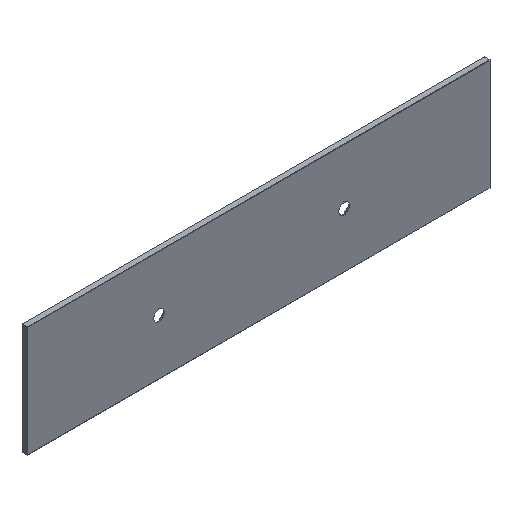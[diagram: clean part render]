
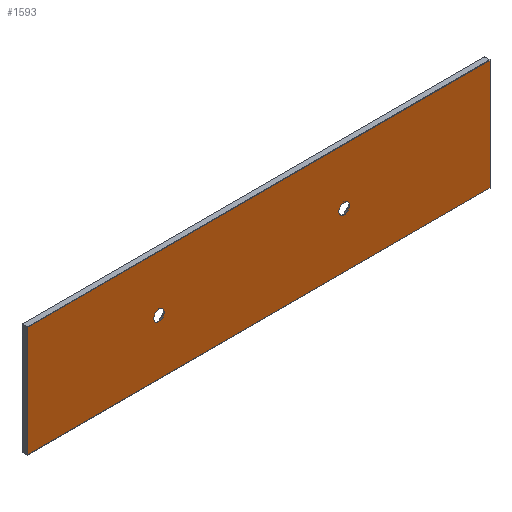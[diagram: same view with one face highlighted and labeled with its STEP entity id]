
A CAD part, isometric view. The second image highlights one B-rep face of the part: STEP entity #1593.
In plain terms, the highlighted planar face has unit normal (0, -1, 0).
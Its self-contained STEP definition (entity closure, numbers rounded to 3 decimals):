
#669=DIRECTION('',(1.,0.,0.));
#670=VECTOR('',#669,249.6);
#671=CARTESIAN_POINT('',(0.2,-2.,29.8));
#672=LINE('',#671,#670);
#683=DIRECTION('',(0.,0.,1.));
#684=VECTOR('',#683,59.6);
#685=CARTESIAN_POINT('',(0.2,-2.,-29.8));
#686=LINE('',#685,#684);
#704=CARTESIAN_POINT('',(70.999,-2.,0.));
#705=DIRECTION('',(0.,1.,0.));
#706=DIRECTION('',(0.,0.,-1.));
#707=AXIS2_PLACEMENT_3D('',#704,#705,#706);
#712=CARTESIAN_POINT('',(70.999,-2.,0.));
#713=DIRECTION('',(0.,1.,0.));
#714=DIRECTION('',(0.,0.,1.));
#715=AXIS2_PLACEMENT_3D('',#712,#713,#714);
#720=CARTESIAN_POINT('',(170.999,-2.,0.));
#721=DIRECTION('',(0.,1.,0.));
#722=DIRECTION('',(0.,0.,-1.));
#723=AXIS2_PLACEMENT_3D('',#720,#721,#722);
#728=CARTESIAN_POINT('',(170.999,-2.,0.));
#729=DIRECTION('',(0.,1.,0.));
#730=DIRECTION('',(0.,0.,1.));
#731=AXIS2_PLACEMENT_3D('',#728,#729,#730);
#736=DIRECTION('',(-1.,0.,0.));
#737=VECTOR('',#736,249.6);
#738=CARTESIAN_POINT('',(249.8,-2.,-29.8));
#739=LINE('',#738,#737);
#757=DIRECTION('',(0.,0.,-1.));
#758=VECTOR('',#757,59.6);
#759=CARTESIAN_POINT('',(249.8,-2.,29.8));
#760=LINE('',#759,#758);
#1078=CARTESIAN_POINT('',(249.8,-2.,29.8));
#1079=CARTESIAN_POINT('',(249.8,-2.,-29.8));
#1080=VERTEX_POINT('',#1078);
#1081=VERTEX_POINT('',#1079);
#1092=CARTESIAN_POINT('',(0.2,-2.,-29.8));
#1093=VERTEX_POINT('',#1092);
#1150=CARTESIAN_POINT('',(0.2,-2.,29.8));
#1152=VERTEX_POINT('',#1150);
#1190=CARTESIAN_POINT('',(170.999,-2.,2.85));
#1192=VERTEX_POINT('',#1190);
#1194=CARTESIAN_POINT('',(170.999,-2.,-2.85));
#1196=VERTEX_POINT('',#1194);
#1198=CARTESIAN_POINT('',(70.999,-2.,2.85));
#1200=VERTEX_POINT('',#1198);
#1202=CARTESIAN_POINT('',(70.999,-2.,-2.85));
#1204=VERTEX_POINT('',#1202);
#1568=CARTESIAN_POINT('',(250.,-2.,-30.));
#1569=DIRECTION('',(0.,-1.,0.));
#1570=DIRECTION('',(0.,0.,-1.));
#1571=AXIS2_PLACEMENT_3D('',#1568,#1569,#1570);
#1572=PLANE('',#1571);
#1574=ORIENTED_EDGE('',*,*,#1573,.T.);
#1575=ORIENTED_EDGE('',*,*,#1560,.T.);
#1576=ORIENTED_EDGE('',*,*,#1549,.T.);
#1578=ORIENTED_EDGE('',*,*,#1577,.T.);
#1579=EDGE_LOOP('',(#1574,#1575,#1576,#1578));
#1580=FACE_OUTER_BOUND('',#1579,.F.);
#1582=ORIENTED_EDGE('',*,*,#1581,.F.);
#1584=ORIENTED_EDGE('',*,*,#1583,.F.);
#1585=EDGE_LOOP('',(#1582,#1584));
#1586=FACE_BOUND('',#1585,.F.);
#1588=ORIENTED_EDGE('',*,*,#1587,.F.);
#1590=ORIENTED_EDGE('',*,*,#1589,.F.);
#1591=EDGE_LOOP('',(#1588,#1590));
#1592=FACE_BOUND('',#1591,.F.);
#1593=ADVANCED_FACE('',(#1580,#1586,#1592),#1572,.T.);
#708=CIRCLE('',#707,2.85);
#716=CIRCLE('',#715,2.85);
#724=CIRCLE('',#723,2.85);
#732=CIRCLE('',#731,2.85);
#1549=EDGE_CURVE('',#1152,#1080,#672,.T.);
#1560=EDGE_CURVE('',#1093,#1152,#686,.T.);
#1573=EDGE_CURVE('',#1081,#1093,#739,.T.);
#1577=EDGE_CURVE('',#1080,#1081,#760,.T.);
#1581=EDGE_CURVE('',#1204,#1200,#708,.T.);
#1583=EDGE_CURVE('',#1200,#1204,#716,.T.);
#1587=EDGE_CURVE('',#1196,#1192,#724,.T.);
#1589=EDGE_CURVE('',#1192,#1196,#732,.T.);
